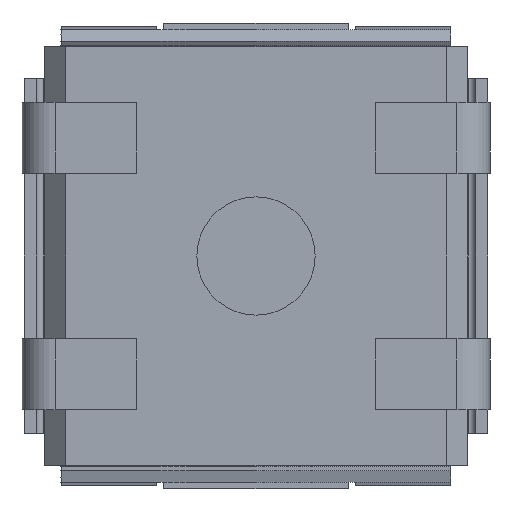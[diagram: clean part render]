
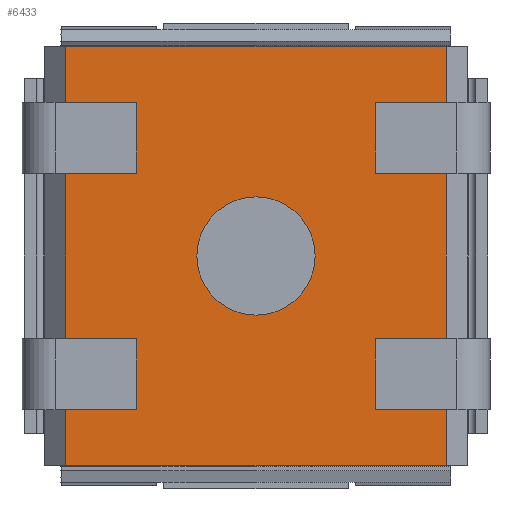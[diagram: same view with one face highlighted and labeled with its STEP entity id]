
A CAD part, front view. The second image highlights one B-rep face of the part: STEP entity #6433.
In plain terms, the highlighted planar face has unit normal (0, -1, 0).
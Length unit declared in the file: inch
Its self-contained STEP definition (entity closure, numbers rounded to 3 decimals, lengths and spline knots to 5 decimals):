
#1465=DIRECTION('',(0.,0.,1.));
#1466=VECTOR('',#1465,0.177);
#1467=CARTESIAN_POINT('',(-0.0805,-0.081,-0.0885));
#1468=LINE('',#1467,#1466);
#1481=DIRECTION('',(-1.,0.,0.));
#1482=VECTOR('',#1481,0.161);
#1483=CARTESIAN_POINT('',(0.0805,-0.081,-0.0885));
#1484=LINE('',#1483,#1482);
#1485=DIRECTION('',(1.,0.,0.));
#1486=VECTOR('',#1485,0.161);
#1487=CARTESIAN_POINT('',(-0.0805,-0.081,0.0885));
#1488=LINE('',#1487,#1486);
#1489=CARTESIAN_POINT('',(0.,-0.081,0.));
#1490=DIRECTION('',(0.,1.,0.));
#1491=DIRECTION('',(0.,0.,-1.));
#1492=AXIS2_PLACEMENT_3D('',#1489,#1490,#1491);
#1494=CARTESIAN_POINT('',(0.,-0.081,0.));
#1495=DIRECTION('',(0.,1.,0.));
#1496=DIRECTION('',(0.,0.,1.));
#1497=AXIS2_PLACEMENT_3D('',#1494,#1495,#1496);
#1499=DIRECTION('',(0.,0.,-1.));
#1500=VECTOR('',#1499,0.177);
#1501=CARTESIAN_POINT('',(0.0805,-0.081,0.0885));
#1502=LINE('',#1501,#1500);
#4709=CARTESIAN_POINT('',(-0.0805,-0.081,-0.0885));
#4710=CARTESIAN_POINT('',(-0.0805,-0.081,0.0885));
#4711=VERTEX_POINT('',#4709);
#4712=VERTEX_POINT('',#4710);
#4717=CARTESIAN_POINT('',(0.0805,-0.081,0.0885));
#4718=CARTESIAN_POINT('',(0.0805,-0.081,-0.0885));
#4719=VERTEX_POINT('',#4717);
#4720=VERTEX_POINT('',#4718);
#4761=CARTESIAN_POINT('',(0.,-0.081,-0.025));
#4762=CARTESIAN_POINT('',(0.,-0.081,0.025));
#4763=VERTEX_POINT('',#4761);
#4764=VERTEX_POINT('',#4762);
#6415=CARTESIAN_POINT('',(0.,-0.081,0.));
#6416=DIRECTION('',(0.,1.,0.));
#6417=DIRECTION('',(0.,0.,1.));
#6418=AXIS2_PLACEMENT_3D('',#6415,#6416,#6417);
#6419=PLANE('',#6418);
#6420=ORIENTED_EDGE('',*,*,#5194,.T.);
#6421=ORIENTED_EDGE('',*,*,#6407,.T.);
#6422=ORIENTED_EDGE('',*,*,#6206,.T.);
#6424=ORIENTED_EDGE('',*,*,#6423,.T.);
#6425=EDGE_LOOP('',(#6420,#6421,#6422,#6424));
#6426=FACE_OUTER_BOUND('',#6425,.F.);
#6428=ORIENTED_EDGE('',*,*,#6427,.F.);
#6430=ORIENTED_EDGE('',*,*,#6429,.F.);
#6431=EDGE_LOOP('',(#6428,#6430));
#6432=FACE_BOUND('',#6431,.F.);
#6433=ADVANCED_FACE('',(#6426,#6432),#6419,.F.);
#1493=CIRCLE('',#1492,0.025);
#1498=CIRCLE('',#1497,0.025);
#5194=EDGE_CURVE('',#4720,#4711,#1484,.T.);
#6206=EDGE_CURVE('',#4712,#4719,#1488,.T.);
#6407=EDGE_CURVE('',#4711,#4712,#1468,.T.);
#6423=EDGE_CURVE('',#4719,#4720,#1502,.T.);
#6427=EDGE_CURVE('',#4763,#4764,#1493,.T.);
#6429=EDGE_CURVE('',#4764,#4763,#1498,.T.);
